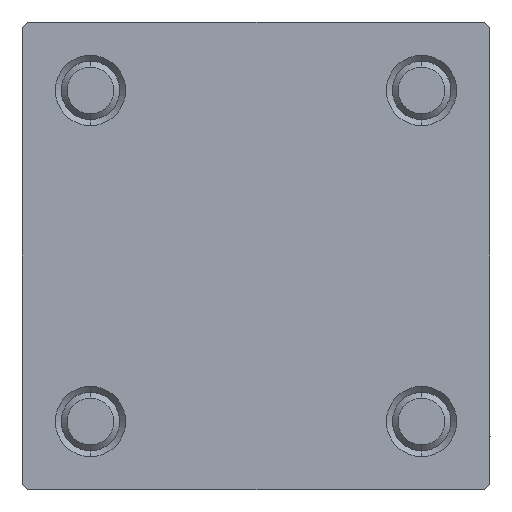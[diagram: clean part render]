
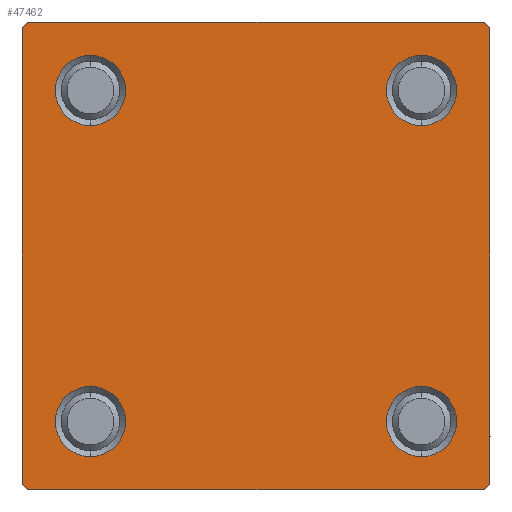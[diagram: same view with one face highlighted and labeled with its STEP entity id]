
A CAD part, left-side view. The second image highlights one B-rep face of the part: STEP entity #47462.
In plain terms, the highlighted planar face has unit normal (-1, 0, 0).
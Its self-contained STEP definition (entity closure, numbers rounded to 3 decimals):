
#48 = ORIENTED_EDGE ( 'NONE', *, *, #19836, .T. ) ;
#74 = CIRCLE ( 'NONE', #45221, 3. ) ;
#675 = DIRECTION ( 'NONE',  ( 0., 0., -1. ) ) ;
#737 = DIRECTION ( 'NONE',  ( 0., 0., 1. ) ) ;
#928 = AXIS2_PLACEMENT_3D ( 'NONE', #39506, #12750, #8222 ) ;
#1170 = CARTESIAN_POINT ( 'NONE',  ( 0., -20., 20. ) ) ;
#1387 = CARTESIAN_POINT ( 'NONE',  ( 0., -14.15, -17.15 ) ) ;
#1486 = CARTESIAN_POINT ( 'NONE',  ( 0., 14.15, -14.15 ) ) ;
#1549 = LINE ( 'NONE', #28562, #38270 ) ;
#1980 = CIRCLE ( 'NONE', #47942, 3. ) ;
#2244 = EDGE_LOOP ( 'NONE', ( #4821, #15263 ) ) ;
#2374 = CARTESIAN_POINT ( 'NONE',  ( 0., 19.75, -19.75 ) ) ;
#2442 = CARTESIAN_POINT ( 'NONE',  ( 0., -19.75, -19.75 ) ) ;
#3532 = VECTOR ( 'NONE', #13308, 1000. ) ;
#3556 = CARTESIAN_POINT ( 'NONE',  ( 0., 14.15, 14.15 ) ) ;
#4280 = CARTESIAN_POINT ( 'NONE',  ( 0., -19.5, -20. ) ) ;
#4821 = ORIENTED_EDGE ( 'NONE', *, *, #36545, .T. ) ;
#5223 = EDGE_CURVE ( 'NONE', #15211, #41432, #22708, .T. ) ;
#5358 = LINE ( 'NONE', #19759, #38998 ) ;
#5853 = DIRECTION ( 'NONE',  ( 0., 0., 1. ) ) ;
#6268 = DIRECTION ( 'NONE',  ( -1., 0., 0. ) ) ;
#6352 = CIRCLE ( 'NONE', #11997, 3. ) ;
#7438 = ORIENTED_EDGE ( 'NONE', *, *, #15895, .F. ) ;
#7450 = FACE_BOUND ( 'NONE', #9683, .T. ) ;
#7697 = FACE_OUTER_BOUND ( 'NONE', #37597, .T. ) ;
#7890 = ORIENTED_EDGE ( 'NONE', *, *, #15044, .T. ) ;
#7974 = VERTEX_POINT ( 'NONE', #49537 ) ;
#8187 = ORIENTED_EDGE ( 'NONE', *, *, #46478, .T. ) ;
#8222 = DIRECTION ( 'NONE',  ( 0., 0., 1. ) ) ;
#9364 = CARTESIAN_POINT ( 'NONE',  ( 0., -14.15, 17.15 ) ) ;
#9683 = EDGE_LOOP ( 'NONE', ( #35698, #43357 ) ) ;
#10313 = FACE_BOUND ( 'NONE', #2244, .T. ) ;
#10405 = CARTESIAN_POINT ( 'NONE',  ( 0., 20., -19.5 ) ) ;
#10492 = LINE ( 'NONE', #14533, #43855 ) ;
#11466 = CARTESIAN_POINT ( 'NONE',  ( 0., 14.15, -14.15 ) ) ;
#11663 = ORIENTED_EDGE ( 'NONE', *, *, #23120, .T. ) ;
#11997 = AXIS2_PLACEMENT_3D ( 'NONE', #1486, #27499, #737 ) ;
#12360 = VERTEX_POINT ( 'NONE', #47447 ) ;
#12750 = DIRECTION ( 'NONE',  ( 1., 0., 0. ) ) ;
#13308 = DIRECTION ( 'NONE',  ( 0., -0.707, 0.707 ) ) ;
#13524 = DIRECTION ( 'NONE',  ( 0., 0., 1. ) ) ;
#13552 = AXIS2_PLACEMENT_3D ( 'NONE', #11466, #46294, #30633 ) ;
#13932 = EDGE_CURVE ( 'NONE', #7974, #18003, #5358, .T. ) ;
#14082 = CARTESIAN_POINT ( 'NONE',  ( 0., -20., 19.5 ) ) ;
#14289 = DIRECTION ( 'NONE',  ( 0., 0., -1. ) ) ;
#14533 = CARTESIAN_POINT ( 'NONE',  ( 0., 20., 20. ) ) ;
#15044 = EDGE_CURVE ( 'NONE', #18003, #28425, #10492, .T. ) ;
#15211 = VERTEX_POINT ( 'NONE', #34686 ) ;
#15263 = ORIENTED_EDGE ( 'NONE', *, *, #34314, .T. ) ;
#15895 = EDGE_CURVE ( 'NONE', #46246, #48801, #39055, .T. ) ;
#16140 = VERTEX_POINT ( 'NONE', #19304 ) ;
#16193 = DIRECTION ( 'NONE',  ( 1., 0., 0. ) ) ;
#16512 = EDGE_CURVE ( 'NONE', #23728, #47389, #1980, .T. ) ;
#16647 = CARTESIAN_POINT ( 'NONE',  ( 0., 14.15, -11.15 ) ) ;
#16715 = DIRECTION ( 'NONE',  ( 0., 0.707, -0.707 ) ) ;
#16799 = ORIENTED_EDGE ( 'NONE', *, *, #13932, .T. ) ;
#17272 = DIRECTION ( 'NONE',  ( 0., -0.707, -0.707 ) ) ;
#17796 = ORIENTED_EDGE ( 'NONE', *, *, #28694, .F. ) ;
#18003 = VERTEX_POINT ( 'NONE', #20110 ) ;
#18955 = EDGE_CURVE ( 'NONE', #23541, #35602, #38818, .T. ) ;
#19049 = FACE_BOUND ( 'NONE', #31201, .T. ) ;
#19304 = CARTESIAN_POINT ( 'NONE',  ( 0., 14.15, -17.15 ) ) ;
#19691 = DIRECTION ( 'NONE',  ( 0., 0., 1. ) ) ;
#19742 = EDGE_CURVE ( 'NONE', #12360, #44952, #28498, .T. ) ;
#19759 = CARTESIAN_POINT ( 'NONE',  ( 0., 19.75, 19.75 ) ) ;
#19836 = EDGE_CURVE ( 'NONE', #35602, #48801, #48151, .T. ) ;
#20110 = CARTESIAN_POINT ( 'NONE',  ( 0., 20., 19.5 ) ) ;
#20226 = CARTESIAN_POINT ( 'NONE',  ( 0., -14.15, -14.15 ) ) ;
#20946 = DIRECTION ( 'NONE',  ( 0., -1., 0. ) ) ;
#21727 = ORIENTED_EDGE ( 'NONE', *, *, #27090, .T. ) ;
#21910 = FACE_BOUND ( 'NONE', #34825, .T. ) ;
#22456 = EDGE_CURVE ( 'NONE', #46246, #38806, #1549, .T. ) ;
#22708 = CIRCLE ( 'NONE', #928, 3. ) ;
#22844 = CARTESIAN_POINT ( 'NONE',  ( 0., -14.15, -11.15 ) ) ;
#23120 = EDGE_CURVE ( 'NONE', #44952, #12360, #48771, .T. ) ;
#23541 = VERTEX_POINT ( 'NONE', #25927 ) ;
#23728 = VERTEX_POINT ( 'NONE', #1387 ) ;
#25287 = AXIS2_PLACEMENT_3D ( 'NONE', #3556, #38888, #19691 ) ;
#25350 = LINE ( 'NONE', #2374, #27134 ) ;
#25927 = CARTESIAN_POINT ( 'NONE',  ( 0., 19.5, -20. ) ) ;
#26583 = DIRECTION ( 'NONE',  ( 0., 0., 1. ) ) ;
#27090 = EDGE_CURVE ( 'NONE', #28425, #23541, #25350, .T. ) ;
#27134 = VECTOR ( 'NONE', #17272, 1000. ) ;
#27499 = DIRECTION ( 'NONE',  ( 1., 0., 0. ) ) ;
#28085 = ORIENTED_EDGE ( 'NONE', *, *, #19742, .T. ) ;
#28380 = EDGE_CURVE ( 'NONE', #47389, #23728, #28784, .T. ) ;
#28425 = VERTEX_POINT ( 'NONE', #10405 ) ;
#28498 = CIRCLE ( 'NONE', #25287, 3. ) ;
#28524 = LINE ( 'NONE', #29026, #37663 ) ;
#28562 = CARTESIAN_POINT ( 'NONE',  ( 0., -19.75, 19.75 ) ) ;
#28694 = EDGE_CURVE ( 'NONE', #7974, #38806, #28524, .T. ) ;
#28784 = CIRCLE ( 'NONE', #44112, 3. ) ;
#29026 = CARTESIAN_POINT ( 'NONE',  ( 0., 20., 20. ) ) ;
#29935 = AXIS2_PLACEMENT_3D ( 'NONE', #34450, #6268, #40606 ) ;
#30633 = DIRECTION ( 'NONE',  ( 0., 0., 1. ) ) ;
#30653 = PLANE ( 'NONE',  #29935 ) ;
#30855 = CARTESIAN_POINT ( 'NONE',  ( 0., 14.15, 14.15 ) ) ;
#31201 = EDGE_LOOP ( 'NONE', ( #11663, #28085 ) ) ;
#31472 = CARTESIAN_POINT ( 'NONE',  ( 0., 20., -20. ) ) ;
#31587 = DIRECTION ( 'NONE',  ( 0., 0., 1. ) ) ;
#32318 = CARTESIAN_POINT ( 'NONE',  ( 0., -20., -19.5 ) ) ;
#32987 = ORIENTED_EDGE ( 'NONE', *, *, #22456, .T. ) ;
#34234 = VECTOR ( 'NONE', #675, 1000. ) ;
#34314 = EDGE_CURVE ( 'NONE', #16140, #36688, #40973, .T. ) ;
#34450 = CARTESIAN_POINT ( 'NONE',  ( 0., 0., 0. ) ) ;
#34686 = CARTESIAN_POINT ( 'NONE',  ( 0., -14.15, 11.15 ) ) ;
#34825 = EDGE_LOOP ( 'NONE', ( #8187, #37276 ) ) ;
#35602 = VERTEX_POINT ( 'NONE', #4280 ) ;
#35698 = ORIENTED_EDGE ( 'NONE', *, *, #28380, .T. ) ;
#36545 = EDGE_CURVE ( 'NONE', #36688, #16140, #6352, .T. ) ;
#36688 = VERTEX_POINT ( 'NONE', #16647 ) ;
#37276 = ORIENTED_EDGE ( 'NONE', *, *, #5223, .T. ) ;
#37597 = EDGE_LOOP ( 'NONE', ( #7890, #21727, #38075, #48, #7438, #32987, #17796, #16799 ) ) ;
#37663 = VECTOR ( 'NONE', #20946, 1000. ) ;
#38075 = ORIENTED_EDGE ( 'NONE', *, *, #18955, .T. ) ;
#38159 = VECTOR ( 'NONE', #46883, 1000. ) ;
#38270 = VECTOR ( 'NONE', #43969, 1000. ) ;
#38806 = VERTEX_POINT ( 'NONE', #41210 ) ;
#38818 = LINE ( 'NONE', #31472, #38159 ) ;
#38888 = DIRECTION ( 'NONE',  ( 1., 0., 0. ) ) ;
#38998 = VECTOR ( 'NONE', #16715, 1000. ) ;
#39055 = LINE ( 'NONE', #1170, #34234 ) ;
#39506 = CARTESIAN_POINT ( 'NONE',  ( 0., -14.15, 14.15 ) ) ;
#40535 = CARTESIAN_POINT ( 'NONE',  ( 0., -14.15, 14.15 ) ) ;
#40606 = DIRECTION ( 'NONE',  ( 0., 0., 1. ) ) ;
#40702 = CARTESIAN_POINT ( 'NONE',  ( 0., -14.15, -14.15 ) ) ;
#40973 = CIRCLE ( 'NONE', #13552, 3. ) ;
#41210 = CARTESIAN_POINT ( 'NONE',  ( 0., -19.5, 20. ) ) ;
#41432 = VERTEX_POINT ( 'NONE', #9364 ) ;
#43126 = AXIS2_PLACEMENT_3D ( 'NONE', #30855, #46271, #26583 ) ;
#43357 = ORIENTED_EDGE ( 'NONE', *, *, #16512, .T. ) ;
#43855 = VECTOR ( 'NONE', #14289, 1000. ) ;
#43969 = DIRECTION ( 'NONE',  ( 0., 0.707, 0.707 ) ) ;
#44112 = AXIS2_PLACEMENT_3D ( 'NONE', #40702, #48278, #5853 ) ;
#44952 = VERTEX_POINT ( 'NONE', #45671 ) ;
#45221 = AXIS2_PLACEMENT_3D ( 'NONE', #40535, #47608, #13524 ) ;
#45671 = CARTESIAN_POINT ( 'NONE',  ( 0., 14.15, 17.15 ) ) ;
#46246 = VERTEX_POINT ( 'NONE', #14082 ) ;
#46271 = DIRECTION ( 'NONE',  ( 1., 0., 0. ) ) ;
#46294 = DIRECTION ( 'NONE',  ( 1., 0., 0. ) ) ;
#46478 = EDGE_CURVE ( 'NONE', #41432, #15211, #74, .T. ) ;
#46883 = DIRECTION ( 'NONE',  ( 0., -1., 0. ) ) ;
#47389 = VERTEX_POINT ( 'NONE', #22844 ) ;
#47447 = CARTESIAN_POINT ( 'NONE',  ( 0., 14.15, 11.15 ) ) ;
#47462 = ADVANCED_FACE ( 'NONE', ( #21910, #7450, #10313, #19049, #7697 ), #30653, .T. ) ;
#47608 = DIRECTION ( 'NONE',  ( 1., 0., 0. ) ) ;
#47942 = AXIS2_PLACEMENT_3D ( 'NONE', #20226, #16193, #31587 ) ;
#48151 = LINE ( 'NONE', #2442, #3532 ) ;
#48278 = DIRECTION ( 'NONE',  ( 1., 0., 0. ) ) ;
#48771 = CIRCLE ( 'NONE', #43126, 3. ) ;
#48801 = VERTEX_POINT ( 'NONE', #32318 ) ;
#49537 = CARTESIAN_POINT ( 'NONE',  ( 0., 19.5, 20. ) ) ;
